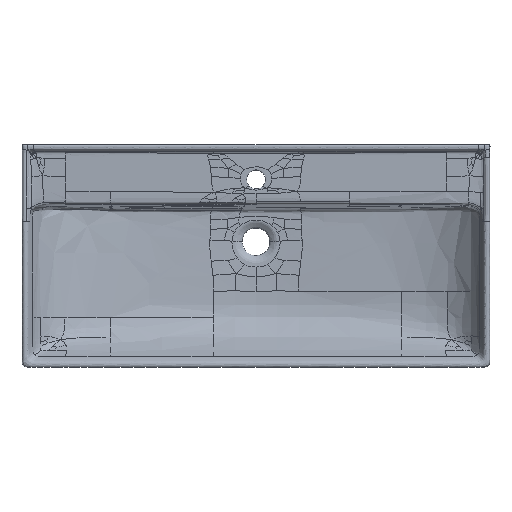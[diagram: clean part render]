
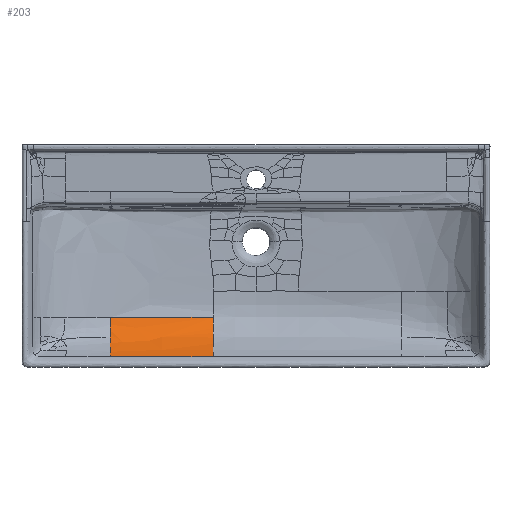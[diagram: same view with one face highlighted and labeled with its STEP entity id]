
A CAD part, top view. The second image highlights one B-rep face of the part: STEP entity #203.
In plain terms, the highlighted free-form (B-spline) face has degree [3, 3] with [9, 7] control points.
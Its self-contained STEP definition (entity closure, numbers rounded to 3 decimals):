
#203=ADVANCED_FACE('',(#452),#3909,.T.);
#452=FACE_OUTER_BOUND('',#701,.T.);
#701=EDGE_LOOP('',(#1682,#1683,#1684,#1685,#1686));
#1682=ORIENTED_EDGE('',*,*,#2147,.F.);
#1683=ORIENTED_EDGE('',*,*,#2127,.F.);
#1684=ORIENTED_EDGE('',*,*,#2126,.T.);
#1685=ORIENTED_EDGE('',*,*,#2129,.T.);
#1686=ORIENTED_EDGE('',*,*,#2254,.F.);
#2126=EDGE_CURVE('',#3455,#3454,#2771,.T.);
#2127=EDGE_CURVE('',#3455,#3673,#2772,.T.);
#2129=EDGE_CURVE('',#3454,#3659,#2774,.T.);
#2147=EDGE_CURVE('',#3673,#3658,#2792,.T.);
#2254=EDGE_CURVE('',#3658,#3659,#2899,.T.);
#2771=B_SPLINE_CURVE_WITH_KNOTS('',3,(#31777,#31778,#31779,#31780,#31781,
#31782,#31783,#31784,#31785),.UNSPECIFIED.,.F.,.F.,(4,1,1,1,1,1,4),(0.,
0.5,1.,1.25,1.5,1.75,2.),.UNSPECIFIED.);
#2772=B_SPLINE_CURVE_WITH_KNOTS('',3,(#31786,#31787,#31788,#31789,#31790,
#31791,#31792,#31793,#31794,#31795,#31796),.UNSPECIFIED.,.F.,.F.,(4,1,3,
1,1,1,4),(0.,0.333,0.667,0.75,0.833,
0.917,1.),.UNSPECIFIED.);
#2774=B_SPLINE_CURVE_WITH_KNOTS('',3,(#31806,#31807,#31808,#31809,#31810,
#31811,#31812),.UNSPECIFIED.,.F.,.F.,(4,1,1,1,4),(0.,0.25,0.5,0.75,1.),
 .UNSPECIFIED.);
#2792=B_SPLINE_CURVE_WITH_KNOTS('',3,(#31938,#31939,#31940,#31941,#31942,
#31943,#31944,#31945,#31946),.UNSPECIFIED.,.F.,.F.,(4,1,1,1,1,1,4),(0.,
0.167,0.333,0.5,0.667,0.833,
1.),.UNSPECIFIED.);
#2899=B_SPLINE_CURVE_WITH_KNOTS('',3,(#32798,#32799,#32800,#32801,#32802,
#32803,#32804,#32805),.UNSPECIFIED.,.F.,.F.,(4,3,1,4),(0.,0.333,
0.667,1.),.UNSPECIFIED.);
#3454=VERTEX_POINT('',#30760);
#3455=VERTEX_POINT('',#30761);
#3658=VERTEX_POINT('',#30964);
#3659=VERTEX_POINT('',#30965);
#3673=VERTEX_POINT('',#30979);
#3909=B_SPLINE_SURFACE_WITH_KNOTS('',3,3,((#20783,#20784,#20785,#20786,
#20787,#20788,#20789),(#20790,#20791,#20792,#20793,#20794,#20795,#20796),
(#20797,#20798,#20799,#20800,#20801,#20802,#20803),(#20804,#20805,#20806,
#20807,#20808,#20809,#20810),(#20811,#20812,#20813,#20814,#20815,#20816,
#20817),(#20818,#20819,#20820,#20821,#20822,#20823,#20824),(#20825,#20826,
#20827,#20828,#20829,#20830,#20831),(#20832,#20833,#20834,#20835,#20836,
#20837,#20838),(#20839,#20840,#20841,#20842,#20843,#20844,#20845)),
 .UNSPECIFIED.,.F.,.F.,.F.,(4,1,1,1,1,1,4),(4,1,1,1,4),(-2.,-1.,0.,1.,2.,
3.,4.),(-2.,-1.,0.,1.,2.),.UNSPECIFIED.);
#20783=CARTESIAN_POINT('',(-73.393,-363.443,0.287));
#20784=CARTESIAN_POINT('',(-86.756,-363.443,0.287));
#20785=CARTESIAN_POINT('',(-115.178,-363.444,0.287));
#20786=CARTESIAN_POINT('',(-160.327,-363.444,0.287));
#20787=CARTESIAN_POINT('',(-205.416,-363.445,0.287));
#20788=CARTESIAN_POINT('',(-235.009,-363.445,0.287));
#20789=CARTESIAN_POINT('',(-249.584,-363.446,0.287));
#20790=CARTESIAN_POINT('',(-73.393,-362.221,-2.015));
#20791=CARTESIAN_POINT('',(-86.756,-362.221,-2.015));
#20792=CARTESIAN_POINT('',(-115.179,-362.221,-2.015));
#20793=CARTESIAN_POINT('',(-160.327,-362.222,-2.015));
#20794=CARTESIAN_POINT('',(-205.416,-362.222,-2.015));
#20795=CARTESIAN_POINT('',(-235.009,-362.224,-2.015));
#20796=CARTESIAN_POINT('',(-249.584,-362.225,-2.015));
#20797=CARTESIAN_POINT('',(-73.393,-359.273,-7.91));
#20798=CARTESIAN_POINT('',(-86.756,-359.274,-7.91));
#20799=CARTESIAN_POINT('',(-115.179,-359.275,-7.91));
#20800=CARTESIAN_POINT('',(-160.327,-359.275,-7.91));
#20801=CARTESIAN_POINT('',(-205.416,-359.276,-7.91));
#20802=CARTESIAN_POINT('',(-235.009,-359.278,-7.91));
#20803=CARTESIAN_POINT('',(-249.584,-359.28,-7.91));
#20804=CARTESIAN_POINT('',(-73.393,-352.53,-21.016));
#20805=CARTESIAN_POINT('',(-86.756,-352.53,-20.972));
#20806=CARTESIAN_POINT('',(-115.179,-352.531,-20.877));
#20807=CARTESIAN_POINT('',(-160.327,-352.532,-20.723));
#20808=CARTESIAN_POINT('',(-205.416,-352.533,-20.562));
#20809=CARTESIAN_POINT('',(-235.01,-352.562,-20.413));
#20810=CARTESIAN_POINT('',(-249.585,-352.59,-20.319));
#20811=CARTESIAN_POINT('',(-73.393,-342.648,-38.777));
#20812=CARTESIAN_POINT('',(-86.756,-342.648,-38.599));
#20813=CARTESIAN_POINT('',(-115.179,-342.649,-38.219));
#20814=CARTESIAN_POINT('',(-160.327,-342.649,-37.602));
#20815=CARTESIAN_POINT('',(-205.416,-342.65,-36.959));
#20816=CARTESIAN_POINT('',(-235.012,-342.756,-36.364));
#20817=CARTESIAN_POINT('',(-249.588,-342.862,-35.987));
#20818=CARTESIAN_POINT('',(-73.393,-329.854,-57.217));
#20819=CARTESIAN_POINT('',(-86.756,-329.854,-56.856));
#20820=CARTESIAN_POINT('',(-115.179,-329.855,-56.075));
#20821=CARTESIAN_POINT('',(-160.327,-329.855,-54.75));
#20822=CARTESIAN_POINT('',(-205.416,-329.855,-53.304));
#20823=CARTESIAN_POINT('',(-235.013,-330.032,-51.954));
#20824=CARTESIAN_POINT('',(-249.592,-330.209,-51.106));
#20825=CARTESIAN_POINT('',(-73.393,-314.376,-72.36));
#20826=CARTESIAN_POINT('',(-86.756,-314.376,-71.81));
#20827=CARTESIAN_POINT('',(-115.179,-314.376,-70.581));
#20828=CARTESIAN_POINT('',(-160.327,-314.376,-68.368));
#20829=CARTESIAN_POINT('',(-205.416,-314.376,-65.797));
#20830=CARTESIAN_POINT('',(-235.014,-314.559,-63.375));
#20831=CARTESIAN_POINT('',(-249.593,-314.742,-61.87));
#20832=CARTESIAN_POINT('',(-73.393,-302.344,-79.177));
#20833=CARTESIAN_POINT('',(-86.756,-302.344,-78.529));
#20834=CARTESIAN_POINT('',(-115.179,-302.344,-77.063));
#20835=CARTESIAN_POINT('',(-160.327,-302.344,-74.357));
#20836=CARTESIAN_POINT('',(-205.416,-302.344,-71.141));
#20837=CARTESIAN_POINT('',(-235.014,-302.509,-68.097));
#20838=CARTESIAN_POINT('',(-249.593,-302.673,-66.21));
#20839=CARTESIAN_POINT('',(-73.393,-295.92,-81.497));
#20840=CARTESIAN_POINT('',(-86.756,-295.92,-80.814));
#20841=CARTESIAN_POINT('',(-115.179,-295.92,-79.267));
#20842=CARTESIAN_POINT('',(-160.327,-295.92,-76.395));
#20843=CARTESIAN_POINT('',(-205.416,-295.92,-72.962));
#20844=CARTESIAN_POINT('',(-235.014,-296.074,-69.706));
#20845=CARTESIAN_POINT('',(-249.593,-296.229,-67.689));
#30760=CARTESIAN_POINT('',(-249.591,-329.74,-50.38));
#30761=CARTESIAN_POINT('',(-249.593,-296.229,-67.689));
#30964=CARTESIAN_POINT('',(-73.393,-363.443,0.287));
#30965=CARTESIAN_POINT('',(-249.584,-363.446,0.287));
#30979=CARTESIAN_POINT('',(-73.393,-295.92,-81.497));
#31777=CARTESIAN_POINT('',(-249.593,-296.229,-67.689));
#31778=CARTESIAN_POINT('',(-249.593,-299.451,-66.95));
#31779=CARTESIAN_POINT('',(-249.593,-305.691,-65.125));
#31780=CARTESIAN_POINT('',(-249.593,-312.959,-61.969));
#31781=CARTESIAN_POINT('',(-249.592,-318.444,-58.913));
#31782=CARTESIAN_POINT('',(-249.592,-322.39,-56.353));
#31783=CARTESIAN_POINT('',(-249.592,-326.166,-53.525));
#31784=CARTESIAN_POINT('',(-249.591,-328.568,-51.459));
#31785=CARTESIAN_POINT('',(-249.591,-329.74,-50.38));
#31786=CARTESIAN_POINT('',(-249.593,-296.229,-67.689));
#31787=CARTESIAN_POINT('',(-235.014,-296.074,-69.706));
#31788=CARTESIAN_POINT('',(-205.416,-295.92,-72.962));
#31789=CARTESIAN_POINT('',(-175.357,-295.92,-75.251));
#31790=CARTESIAN_POINT('',(-160.317,-295.92,-76.302));
#31791=CARTESIAN_POINT('',(-152.797,-295.92,-76.827));
#31792=CARTESIAN_POINT('',(-137.753,-295.92,-77.831));
#31793=CARTESIAN_POINT('',(-115.493,-295.92,-79.198));
#31794=CARTESIAN_POINT('',(-93.862,-295.92,-80.427));
#31795=CARTESIAN_POINT('',(-80.074,-295.92,-81.155));
#31796=CARTESIAN_POINT('',(-73.393,-295.92,-81.497));
#31806=CARTESIAN_POINT('',(-249.591,-329.74,-50.38));
#31807=CARTESIAN_POINT('',(-249.591,-334.427,-46.066));
#31808=CARTESIAN_POINT('',(-249.588,-342.862,-35.987));
#31809=CARTESIAN_POINT('',(-249.585,-352.59,-20.319));
#31810=CARTESIAN_POINT('',(-249.584,-359.28,-7.91));
#31811=CARTESIAN_POINT('',(-249.584,-362.225,-2.015));
#31812=CARTESIAN_POINT('',(-249.584,-363.446,0.287));
#31938=CARTESIAN_POINT('',(-73.393,-295.92,-81.497));
#31939=CARTESIAN_POINT('',(-73.393,-302.344,-79.177));
#31940=CARTESIAN_POINT('',(-73.393,-314.376,-72.36));
#31941=CARTESIAN_POINT('',(-73.393,-329.854,-57.217));
#31942=CARTESIAN_POINT('',(-73.393,-342.648,-38.777));
#31943=CARTESIAN_POINT('',(-73.393,-352.53,-21.016));
#31944=CARTESIAN_POINT('',(-73.393,-359.273,-7.91));
#31945=CARTESIAN_POINT('',(-73.393,-362.221,-2.015));
#31946=CARTESIAN_POINT('',(-73.393,-363.443,0.287));
#32798=CARTESIAN_POINT('',(-73.393,-363.443,0.287));
#32799=CARTESIAN_POINT('',(-100.119,-363.443,0.287));
#32800=CARTESIAN_POINT('',(-130.238,-363.444,0.287));
#32801=CARTESIAN_POINT('',(-160.317,-363.444,0.287));
#32802=CARTESIAN_POINT('',(-175.357,-363.444,0.287));
#32803=CARTESIAN_POINT('',(-205.416,-363.445,0.287));
#32804=CARTESIAN_POINT('',(-235.009,-363.445,0.287));
#32805=CARTESIAN_POINT('',(-249.584,-363.446,0.287));
